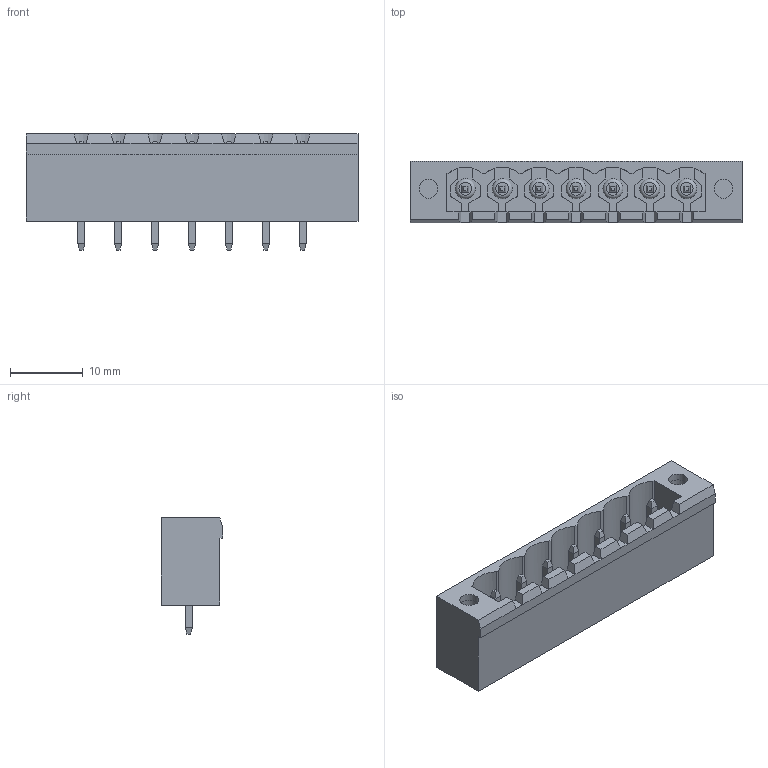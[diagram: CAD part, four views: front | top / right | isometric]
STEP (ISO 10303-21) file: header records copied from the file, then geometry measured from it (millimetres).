
FILE_DESCRIPTION( ( 'Unknown' ), '1' );
FILE_NAME( '691318500007.stp', 'Unknown', ( 'Unknown' ), ( 'Unknown' ), 'PSStep 18.0.17', 'Unknown', ' ' );
FILE_SCHEMA( ( 'AUTOMOTIVE_DESIGN { 1 0 10303 214 1 1 1 1 }' ) );
Length unit declared in the file: millimetre
Products named in the file (4): Assem1; 6913185000xx_PIN; 6913185000xx_INSERT; 691318500007
Assembly tree (10 placements, depth 2):
  Assem1
    6913185000xx_PIN  x7
    6913185000xx_INSERT  x2
    691318500007
Bounding box: 45.72 x 8.5 x 16 mm (x, y, z)
Volume: 2002.9 mm3; surface area: 5002.1 mm2
Topology: 10 solids, 10 shells, 408 faces, 1071 edges, 691 vertices
Faces by surface type: plane 379, cylinder 18, torus 11
Full cylindrical faces by diameter (mm): 2.6 x4, 2.75 x7
Entity records: 12570 total; most frequent: CARTESIAN_POINT 1989, ORIENTED_EDGE 1694, DIRECTION 1538, EDGE_CURVE 847, LINE 778, VECTOR 778, VERTEX_POINT 567, AXIS2_PLACEMENT_3D 380
